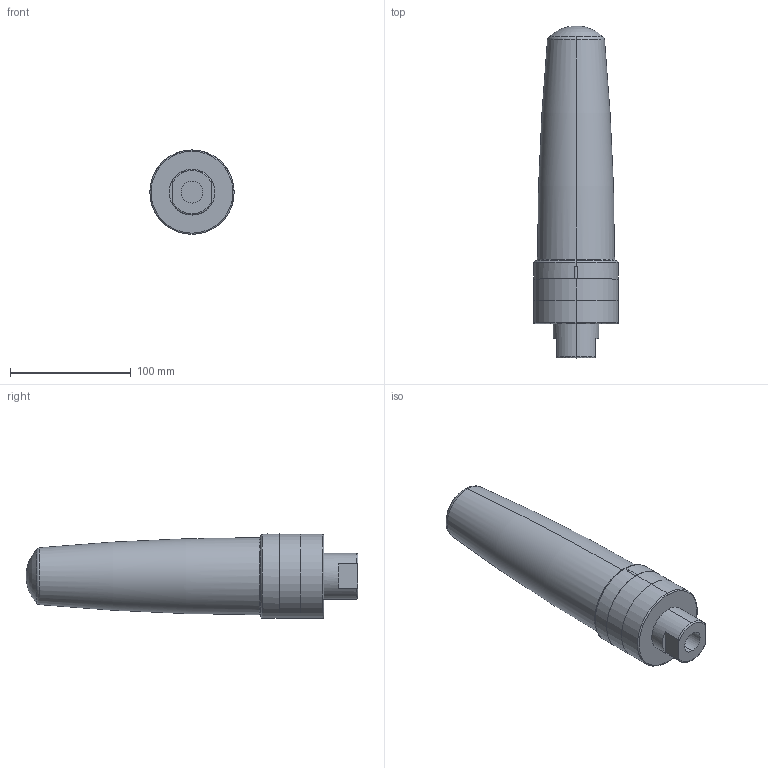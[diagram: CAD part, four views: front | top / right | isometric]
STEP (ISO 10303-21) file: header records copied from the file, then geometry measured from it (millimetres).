
FILE_DESCRIPTION (( 'STEP AP214' ), '1' );
FILE_NAME ('LS7-302DBWC9-RYGNN.step', '2016-10-25T16:02:58', ( '' ), ( '' ), 'SwSTEP 2.0', 'SolidWorks 2016', '' );
FILE_SCHEMA (( 'AUTOMOTIVE_DESIGN' ));
Length unit declared in the file: millimetre
Products named in the file (1): LS7-302DBWC9-RYGNN
Bounding box: 70 x 275.5 x 70.29 mm (x, y, z)
Volume: 472007.5 mm3; surface area: 133774.5 mm2
Topology: 4 solids, 4 shells, 60 faces, 130 edges, 81 vertices
Faces by surface type: torus 21, cylinder 20, plane 17, sphere 2
Entity records: 1725 total; most frequent: DIRECTION 332, CARTESIAN_POINT 308, ORIENTED_EDGE 248, AXIS2_PLACEMENT_3D 151, EDGE_CURVE 124, CIRCLE 90, VERTEX_POINT 77, EDGE_LOOP 67
